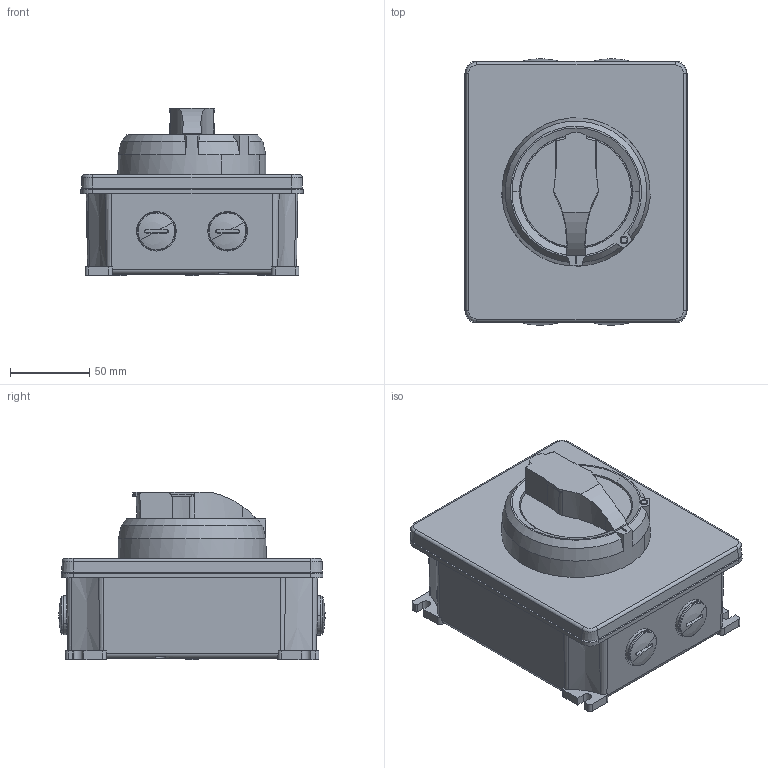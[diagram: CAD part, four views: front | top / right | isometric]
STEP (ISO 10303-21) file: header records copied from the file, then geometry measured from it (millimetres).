
FILE_DESCRIPTION((''),'2;1');
FILE_NAME('GW70401M_SW0001','2020-10-09T09:00:18',('user'),('Axiro Italia'),'CREO PARAMETRIC BY PTC INC, 2020074','CREO PARAMETRIC BY PTC INC, 2020074','');
FILE_SCHEMA(('CONFIG_CONTROL_DESIGN'));
Length unit declared in the file: millimetre
Products named in the file (1): GW70401M_SW0001
Bounding box: 140.55 x 168.46 x 105.75 mm (x, y, z)
Volume: 1508140.4 mm3; surface area: 99223.2 mm2
Topology: 1 solids, 1 shells, 323 faces, 898 edges, 582 vertices
Faces by surface type: plane 125, cylinder 104, cone 48, bspline 20, torus 18, sphere 8
Entity records: 12128 total; most frequent: CARTESIAN_POINT 3931, ORIENTED_EDGE 1780, DIRECTION 1658, EDGE_CURVE 890, AXIS2_PLACEMENT_3D 629, VERTEX_POINT 582, VECTOR 400, LINE 400
